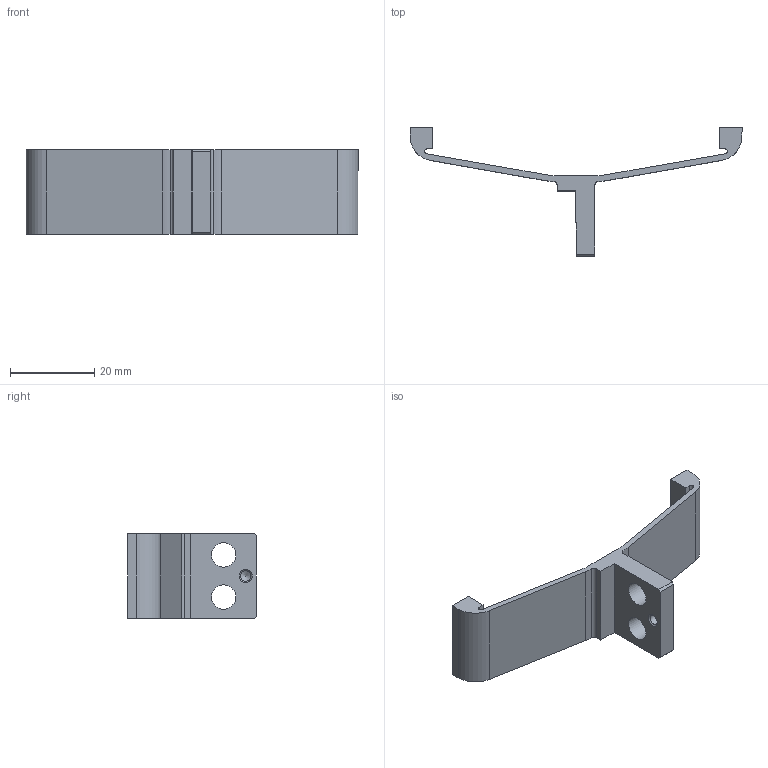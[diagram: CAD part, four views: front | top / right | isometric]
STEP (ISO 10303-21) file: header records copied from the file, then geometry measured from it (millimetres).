
FILE_DESCRIPTION (( 'STEP AP214' ), '1' );
FILE_NAME ('apa300ml_bot.STEP', '2021-03-26T08:51:52', ( '' ), ( '' ), 'SwSTEP 2.0', 'SolidWorks 2020', '' );
FILE_SCHEMA (( 'AUTOMOTIVE_DESIGN' ));
Length unit declared in the file: millimetre
Products named in the file (1): apa300ml_bot
Bounding box: 78.79 x 30.5 x 20 mm (x, y, z)
Volume: 4782.8 mm3; surface area: 5062.3 mm2
Topology: 1 solids, 1 shells, 37 faces, 103 edges, 68 vertices
Faces by surface type: plane 22, cylinder 13, cone 2
Full cylindrical faces by diameter (mm): 2.5 x1, 5.8 x2
Entity records: 1196 total; most frequent: CARTESIAN_POINT 202, DIRECTION 200, ORIENTED_EDGE 194, EDGE_CURVE 97, LINE 70, VECTOR 70, VERTEX_POINT 67, AXIS2_PLACEMENT_3D 65
